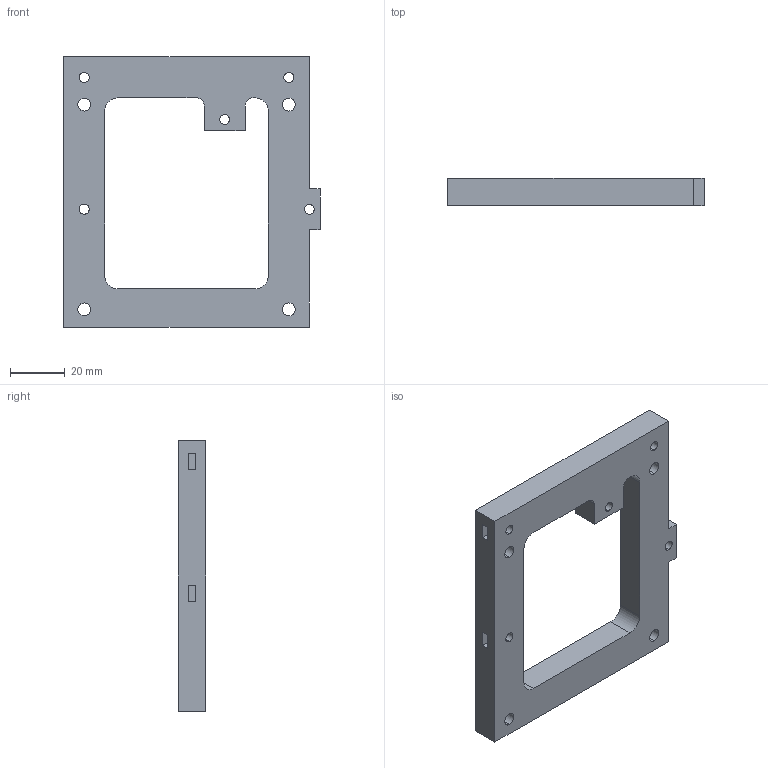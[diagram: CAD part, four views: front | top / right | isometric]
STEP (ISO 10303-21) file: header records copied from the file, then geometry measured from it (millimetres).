
FILE_DESCRIPTION (( 'STEP AP203' ), '1' );
FILE_NAME ('13-018739.step', '2022-03-07T11:58:03', ( '' ), ( '' ), 'SwSTEP 2.0', 'SolidWorks 2021', '' );
FILE_SCHEMA (( 'CONFIG_CONTROL_DESIGN' ));
Length unit declared in the file: millimetre
Products named in the file (1): 13-018739
Bounding box: 94 x 10 x 99 mm (x, y, z)
Volume: 47874.3 mm3; surface area: 18088.3 mm2
Topology: 1 solids, 1 shells, 77 faces, 210 edges, 140 vertices
Faces by surface type: plane 43, cylinder 34
Entity records: 2589 total; most frequent: DIRECTION 434, CARTESIAN_POINT 428, ORIENTED_EDGE 420, EDGE_CURVE 210, AXIS2_PLACEMENT_3D 146, LINE 142, VECTOR 142, VERTEX_POINT 140
